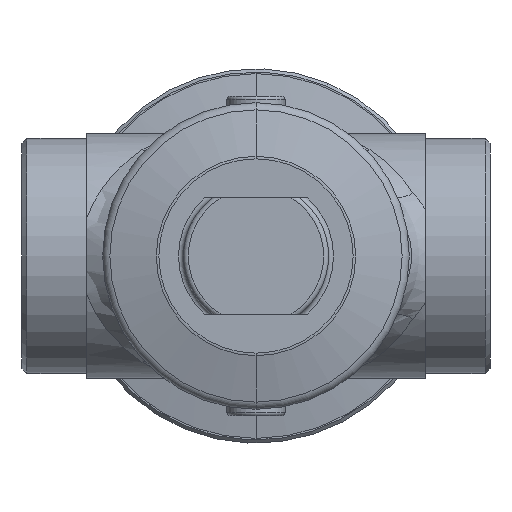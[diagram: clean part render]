
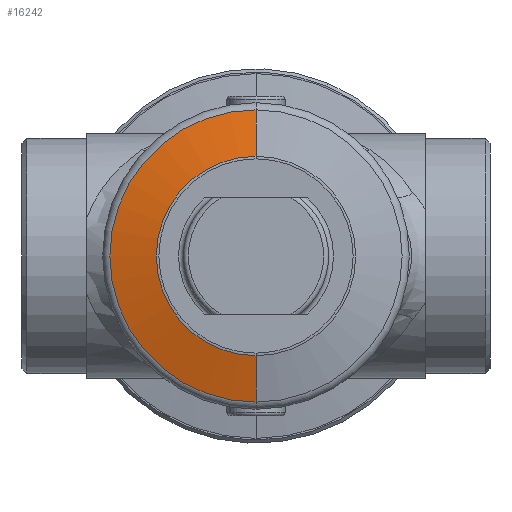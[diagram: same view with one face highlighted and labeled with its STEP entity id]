
A CAD part, front view. The second image highlights one B-rep face of the part: STEP entity #16242.
In plain terms, the highlighted conical face has half-angle 75 degrees and reference radius 30.881 mm.
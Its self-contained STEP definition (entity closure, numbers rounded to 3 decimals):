
#42 = EDGE_CURVE ( 'NONE', #2308, #2997, #3129, .T. ) ;
#165 = CARTESIAN_POINT ( 'NONE',  ( 0., -77.898, 30.881 ) ) ;
#856 = VECTOR ( 'NONE', #11286, 1000. ) ;
#1260 = LINE ( 'NONE', #2516, #856 ) ;
#2308 = VERTEX_POINT ( 'NONE', #12007 ) ;
#2516 = CARTESIAN_POINT ( 'NONE',  ( 0., -77.898, 30.881 ) ) ;
#2788 = ORIENTED_EDGE ( 'NONE', *, *, #42, .F. ) ;
#2997 = VERTEX_POINT ( 'NONE', #6060 ) ;
#3129 = CIRCLE ( 'NONE', #9654, 45.276 ) ;
#3473 = LINE ( 'NONE', #7879, #15664 ) ;
#3639 = DIRECTION ( 'NONE',  ( 0., 1., 0. ) ) ;
#4152 = DIRECTION ( 'NONE',  ( 0., 1., 0. ) ) ;
#4444 = CARTESIAN_POINT ( 'NONE',  ( 0., -77.898, -30.881 ) ) ;
#4521 = EDGE_CURVE ( 'NONE', #9491, #2997, #1260, .T. ) ;
#4767 = CARTESIAN_POINT ( 'NONE',  ( 0., -77.898, 0. ) ) ;
#4923 = CARTESIAN_POINT ( 'NONE',  ( 0., -74.041, 0. ) ) ;
#6060 = CARTESIAN_POINT ( 'NONE',  ( 0., -74.041, 45.276 ) ) ;
#7529 = AXIS2_PLACEMENT_3D ( 'NONE', #4767, #16061, #8502 ) ;
#7751 = CIRCLE ( 'NONE', #14651, 30.881 ) ;
#7879 = CARTESIAN_POINT ( 'NONE',  ( 0., -77.898, -30.881 ) ) ;
#7882 = ORIENTED_EDGE ( 'NONE', *, *, #13001, .T. ) ;
#8088 = FACE_OUTER_BOUND ( 'NONE', #14953, .T. ) ;
#8502 = DIRECTION ( 'NONE',  ( 0., 0., -1. ) ) ;
#9491 = VERTEX_POINT ( 'NONE', #165 ) ;
#9654 = AXIS2_PLACEMENT_3D ( 'NONE', #4923, #3639, #12410 ) ;
#10429 = VERTEX_POINT ( 'NONE', #4444 ) ;
#11286 = DIRECTION ( 'NONE',  ( 0., 0.259, 0.966 ) ) ;
#11435 = EDGE_CURVE ( 'NONE', #10429, #2308, #3473, .T. ) ;
#11644 = CARTESIAN_POINT ( 'NONE',  ( 0., -77.898, 0. ) ) ;
#12007 = CARTESIAN_POINT ( 'NONE',  ( 0., -74.041, -45.276 ) ) ;
#12410 = DIRECTION ( 'NONE',  ( 0., 0., -1. ) ) ;
#12908 = DIRECTION ( 'NONE',  ( 0., 0., -1. ) ) ;
#12946 = DIRECTION ( 'NONE',  ( 0., 0.259, -0.966 ) ) ;
#13001 = EDGE_CURVE ( 'NONE', #10429, #9491, #7751, .T. ) ;
#14005 = CONICAL_SURFACE ( 'NONE', #7529, 30.881, 1.309 ) ;
#14651 = AXIS2_PLACEMENT_3D ( 'NONE', #11644, #4152, #12908 ) ;
#14953 = EDGE_LOOP ( 'NONE', ( #7882, #16067, #2788, #15883 ) ) ;
#15664 = VECTOR ( 'NONE', #12946, 1000. ) ;
#15883 = ORIENTED_EDGE ( 'NONE', *, *, #11435, .F. ) ;
#16061 = DIRECTION ( 'NONE',  ( 0., 1., 0. ) ) ;
#16067 = ORIENTED_EDGE ( 'NONE', *, *, #4521, .T. ) ;
#16242 = ADVANCED_FACE ( 'NONE', ( #8088 ), #14005, .T. ) ;
